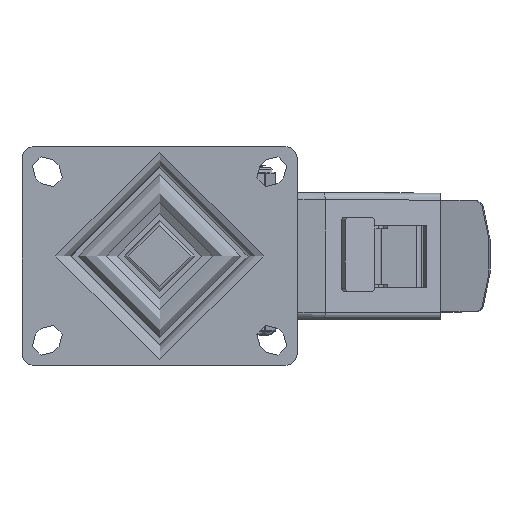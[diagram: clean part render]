
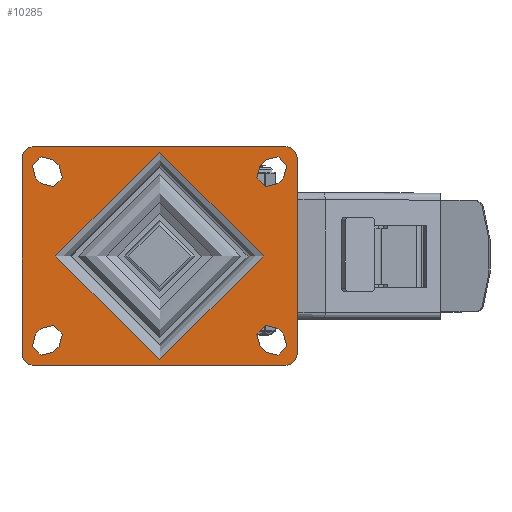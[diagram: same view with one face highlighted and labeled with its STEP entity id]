
A CAD part, top view. The second image highlights one B-rep face of the part: STEP entity #10285.
In plain terms, the highlighted planar face has unit normal (0, 0, 1).
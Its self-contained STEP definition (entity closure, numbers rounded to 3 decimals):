
#472=FACE_BOUND('',#3647,.T.);
#473=FACE_BOUND('',#3648,.T.);
#474=FACE_BOUND('',#3649,.T.);
#475=FACE_BOUND('',#3650,.T.);
#476=FACE_BOUND('',#3651,.T.);
#639=PLANE('',#11207);
#1323=LINE('',#17043,#2127);
#1327=LINE('',#17055,#2131);
#1331=LINE('',#17067,#2135);
#1335=LINE('',#17079,#2139);
#1339=LINE('',#17091,#2143);
#1343=LINE('',#17103,#2147);
#1347=LINE('',#17115,#2151);
#1351=LINE('',#17127,#2155);
#1367=LINE('',#17244,#2171);
#1369=LINE('',#17247,#2173);
#1371=LINE('',#17250,#2175);
#1372=LINE('',#17251,#2176);
#2127=VECTOR('',#12774,10.);
#2131=VECTOR('',#12786,10.);
#2135=VECTOR('',#12798,10.);
#2139=VECTOR('',#12810,10.);
#2143=VECTOR('',#12822,10.);
#2147=VECTOR('',#12834,10.);
#2151=VECTOR('',#12846,10.);
#2155=VECTOR('',#12858,10.);
#2171=VECTOR('',#13000,1000.);
#2173=VECTOR('',#13004,1000.);
#2175=VECTOR('',#13008,1000.);
#2176=VECTOR('',#13009,1000.);
#3020=FACE_OUTER_BOUND('',#3646,.T.);
#3646=EDGE_LOOP('',(#8039,#8040,#8041,#8042,#8043,#8044,#8045,#8046));
#3647=EDGE_LOOP('',(#8047,#8048,#8049,#8050));
#3648=EDGE_LOOP('',(#8051,#8052,#8053,#8054));
#3649=EDGE_LOOP('',(#8055,#8056,#8057,#8058));
#3650=EDGE_LOOP('',(#8059,#8060,#8061,#8062));
#3651=EDGE_LOOP('',(#8063));
#4185=CIRCLE('',#11117,4.5);
#4187=CIRCLE('',#11121,4.5);
#4189=CIRCLE('',#11125,4.5);
#4191=CIRCLE('',#11129,4.5);
#4193=CIRCLE('',#11133,4.5);
#4195=CIRCLE('',#11137,4.5);
#4197=CIRCLE('',#11141,4.5);
#4199=CIRCLE('',#11145,4.5);
#4205=CIRCLE('',#11153,37.);
#4214=CIRCLE('',#11167,4.);
#4216=CIRCLE('',#11170,4.);
#4218=CIRCLE('',#11173,4.);
#4220=CIRCLE('',#11176,4.);
#4852=VERTEX_POINT('',#17040);
#4853=VERTEX_POINT('',#17042);
#4855=VERTEX_POINT('',#17048);
#4857=VERTEX_POINT('',#17054);
#4860=VERTEX_POINT('',#17064);
#4861=VERTEX_POINT('',#17066);
#4863=VERTEX_POINT('',#17072);
#4865=VERTEX_POINT('',#17078);
#4868=VERTEX_POINT('',#17088);
#4869=VERTEX_POINT('',#17090);
#4871=VERTEX_POINT('',#17096);
#4873=VERTEX_POINT('',#17102);
#4876=VERTEX_POINT('',#17112);
#4877=VERTEX_POINT('',#17114);
#4879=VERTEX_POINT('',#17120);
#4881=VERTEX_POINT('',#17126);
#4885=VERTEX_POINT('',#17141);
#4892=VERTEX_POINT('',#17165);
#4893=VERTEX_POINT('',#17166);
#4896=VERTEX_POINT('',#17174);
#4897=VERTEX_POINT('',#17175);
#4900=VERTEX_POINT('',#17183);
#4901=VERTEX_POINT('',#17184);
#4904=VERTEX_POINT('',#17192);
#4905=VERTEX_POINT('',#17193);
#5956=EDGE_CURVE('',#4853,#4852,#1323,.T.);
#5959=EDGE_CURVE('',#4855,#4853,#4185,.T.);
#5962=EDGE_CURVE('',#4857,#4855,#1327,.T.);
#5965=EDGE_CURVE('',#4852,#4857,#4187,.T.);
#5968=EDGE_CURVE('',#4861,#4860,#1331,.T.);
#5971=EDGE_CURVE('',#4863,#4861,#4189,.T.);
#5974=EDGE_CURVE('',#4865,#4863,#1335,.T.);
#5977=EDGE_CURVE('',#4860,#4865,#4191,.T.);
#5980=EDGE_CURVE('',#4869,#4868,#1339,.T.);
#5983=EDGE_CURVE('',#4871,#4869,#4193,.T.);
#5986=EDGE_CURVE('',#4873,#4871,#1343,.T.);
#5989=EDGE_CURVE('',#4868,#4873,#4195,.T.);
#5992=EDGE_CURVE('',#4877,#4876,#1347,.T.);
#5995=EDGE_CURVE('',#4879,#4877,#4197,.T.);
#5998=EDGE_CURVE('',#4881,#4879,#1351,.T.);
#6001=EDGE_CURVE('',#4876,#4881,#4199,.T.);
#6007=EDGE_CURVE('',#4885,#4885,#4205,.T.);
#6018=EDGE_CURVE('',#4892,#4893,#4214,.T.);
#6022=EDGE_CURVE('',#4896,#4897,#4216,.T.);
#6026=EDGE_CURVE('',#4900,#4901,#4218,.T.);
#6030=EDGE_CURVE('',#4904,#4905,#4220,.T.);
#6053=EDGE_CURVE('',#4905,#4896,#1367,.T.);
#6055=EDGE_CURVE('',#4897,#4892,#1369,.T.);
#6057=EDGE_CURVE('',#4901,#4904,#1371,.T.);
#6058=EDGE_CURVE('',#4893,#4900,#1372,.T.);
#8039=ORIENTED_EDGE('',*,*,#6030,.F.);
#8040=ORIENTED_EDGE('',*,*,#6057,.F.);
#8041=ORIENTED_EDGE('',*,*,#6026,.F.);
#8042=ORIENTED_EDGE('',*,*,#6058,.F.);
#8043=ORIENTED_EDGE('',*,*,#6018,.F.);
#8044=ORIENTED_EDGE('',*,*,#6055,.F.);
#8045=ORIENTED_EDGE('',*,*,#6022,.F.);
#8046=ORIENTED_EDGE('',*,*,#6053,.F.);
#8047=ORIENTED_EDGE('',*,*,#5962,.T.);
#8048=ORIENTED_EDGE('',*,*,#5959,.T.);
#8049=ORIENTED_EDGE('',*,*,#5956,.T.);
#8050=ORIENTED_EDGE('',*,*,#5965,.T.);
#8051=ORIENTED_EDGE('',*,*,#5974,.T.);
#8052=ORIENTED_EDGE('',*,*,#5971,.T.);
#8053=ORIENTED_EDGE('',*,*,#5968,.T.);
#8054=ORIENTED_EDGE('',*,*,#5977,.T.);
#8055=ORIENTED_EDGE('',*,*,#5986,.T.);
#8056=ORIENTED_EDGE('',*,*,#5983,.T.);
#8057=ORIENTED_EDGE('',*,*,#5980,.T.);
#8058=ORIENTED_EDGE('',*,*,#5989,.T.);
#8059=ORIENTED_EDGE('',*,*,#5998,.T.);
#8060=ORIENTED_EDGE('',*,*,#5995,.T.);
#8061=ORIENTED_EDGE('',*,*,#5992,.T.);
#8062=ORIENTED_EDGE('',*,*,#6001,.T.);
#8063=ORIENTED_EDGE('',*,*,#6007,.F.);
#10285=ADVANCED_FACE('',(#3020,#472,#473,#474,#475,#476),#639,.T.);
#11117=AXIS2_PLACEMENT_3D('',#17049,#12780,#12781);
#11121=AXIS2_PLACEMENT_3D('',#17059,#12792,#12793);
#11125=AXIS2_PLACEMENT_3D('',#17073,#12804,#12805);
#11129=AXIS2_PLACEMENT_3D('',#17083,#12816,#12817);
#11133=AXIS2_PLACEMENT_3D('',#17097,#12828,#12829);
#11137=AXIS2_PLACEMENT_3D('',#17107,#12840,#12841);
#11141=AXIS2_PLACEMENT_3D('',#17121,#12852,#12853);
#11145=AXIS2_PLACEMENT_3D('',#17131,#12864,#12865);
#11153=AXIS2_PLACEMENT_3D('',#17143,#12880,#12881);
#11167=AXIS2_PLACEMENT_3D('',#17167,#12910,#12911);
#11170=AXIS2_PLACEMENT_3D('',#17176,#12918,#12919);
#11173=AXIS2_PLACEMENT_3D('',#17185,#12926,#12927);
#11176=AXIS2_PLACEMENT_3D('',#17194,#12934,#12935);
#11207=AXIS2_PLACEMENT_3D('',#17249,#13006,#13007);
#12774=DIRECTION('',(0.707,0.707,0.));
#12780=DIRECTION('center_axis',(0.,0.,-1.));
#12781=DIRECTION('ref_axis',(-0.707,0.707,0.));
#12786=DIRECTION('',(-0.707,-0.707,0.));
#12792=DIRECTION('center_axis',(0.,0.,-1.));
#12793=DIRECTION('ref_axis',(0.707,-0.707,0.));
#12798=DIRECTION('',(-0.707,0.707,0.));
#12804=DIRECTION('center_axis',(0.,0.,-1.));
#12805=DIRECTION('ref_axis',(-0.707,-0.707,0.));
#12810=DIRECTION('',(0.707,-0.707,0.));
#12816=DIRECTION('center_axis',(0.,0.,-1.));
#12817=DIRECTION('ref_axis',(0.707,0.707,0.));
#12822=DIRECTION('',(0.707,-0.707,0.));
#12828=DIRECTION('center_axis',(0.,0.,-1.));
#12829=DIRECTION('ref_axis',(0.707,0.707,0.));
#12834=DIRECTION('',(-0.707,0.707,0.));
#12840=DIRECTION('center_axis',(0.,0.,-1.));
#12841=DIRECTION('ref_axis',(-0.707,-0.707,0.));
#12846=DIRECTION('',(-0.707,-0.707,0.));
#12852=DIRECTION('center_axis',(0.,0.,-1.));
#12853=DIRECTION('ref_axis',(0.707,-0.707,0.));
#12858=DIRECTION('',(0.707,0.707,0.));
#12864=DIRECTION('center_axis',(0.,0.,-1.));
#12865=DIRECTION('ref_axis',(-0.707,0.707,0.));
#12880=DIRECTION('center_axis',(0.,0.,1.));
#12881=DIRECTION('ref_axis',(-1.,0.,0.));
#12910=DIRECTION('center_axis',(0.,0.,-1.));
#12911=DIRECTION('ref_axis',(-0.707,0.707,0.));
#12918=DIRECTION('center_axis',(0.,0.,-1.));
#12919=DIRECTION('ref_axis',(-0.707,-0.707,0.));
#12926=DIRECTION('center_axis',(0.,0.,-1.));
#12927=DIRECTION('ref_axis',(0.707,0.707,0.));
#12934=DIRECTION('center_axis',(0.,0.,-1.));
#12935=DIRECTION('ref_axis',(0.707,-0.707,0.));
#13000=DIRECTION('',(-1.,0.,0.));
#13004=DIRECTION('',(0.,1.,0.));
#13006=DIRECTION('center_axis',(0.,0.,1.));
#13007=DIRECTION('ref_axis',(1.,0.,0.));
#13008=DIRECTION('',(0.,-1.,0.));
#13009=DIRECTION('',(1.,0.,0.));
#17040=CARTESIAN_POINT('',(37.818,34.182,0.));
#17042=CARTESIAN_POINT('',(35.818,32.182,0.));
#17043=CARTESIAN_POINT('',(18.818,15.182,0.));
#17048=CARTESIAN_POINT('',(42.182,25.818,0.));
#17049=CARTESIAN_POINT('Origin',(39.,29.,0.));
#17054=CARTESIAN_POINT('',(44.182,27.818,0.));
#17055=CARTESIAN_POINT('',(26.182,9.818,0.));
#17059=CARTESIAN_POINT('Origin',(41.,31.,0.));
#17064=CARTESIAN_POINT('',(35.818,-32.182,0.));
#17066=CARTESIAN_POINT('',(37.818,-34.182,0.));
#17067=CARTESIAN_POINT('',(19.818,-16.182,0.));
#17072=CARTESIAN_POINT('',(44.182,-27.818,0.));
#17073=CARTESIAN_POINT('Origin',(41.,-31.,0.));
#17078=CARTESIAN_POINT('',(42.182,-25.818,0.));
#17079=CARTESIAN_POINT('',(25.182,-8.818,0.));
#17083=CARTESIAN_POINT('Origin',(39.,-29.,0.));
#17088=CARTESIAN_POINT('',(-35.818,32.182,0.));
#17090=CARTESIAN_POINT('',(-37.818,34.182,0.));
#17091=CARTESIAN_POINT('',(-19.818,16.182,0.));
#17096=CARTESIAN_POINT('',(-44.182,27.818,0.));
#17097=CARTESIAN_POINT('Origin',(-41.,31.,0.));
#17102=CARTESIAN_POINT('',(-42.182,25.818,0.));
#17103=CARTESIAN_POINT('',(-25.182,8.818,0.));
#17107=CARTESIAN_POINT('Origin',(-39.,29.,0.));
#17112=CARTESIAN_POINT('',(-37.818,-34.182,0.));
#17114=CARTESIAN_POINT('',(-35.818,-32.182,0.));
#17115=CARTESIAN_POINT('',(-18.818,-15.182,0.));
#17120=CARTESIAN_POINT('',(-42.182,-25.818,0.));
#17121=CARTESIAN_POINT('Origin',(-39.,-29.,0.));
#17126=CARTESIAN_POINT('',(-44.182,-27.818,0.));
#17127=CARTESIAN_POINT('',(-26.182,-9.818,0.));
#17131=CARTESIAN_POINT('Origin',(-41.,-31.,0.));
#17141=CARTESIAN_POINT('',(-37.,0.,0.));
#17143=CARTESIAN_POINT('Origin',(0.,0.,0.));
#17165=CARTESIAN_POINT('',(-49.,35.,0.));
#17166=CARTESIAN_POINT('',(-45.,39.,0.));
#17167=CARTESIAN_POINT('Origin',(-45.,35.,0.));
#17174=CARTESIAN_POINT('',(-45.,-39.,0.));
#17175=CARTESIAN_POINT('',(-49.,-35.,0.));
#17176=CARTESIAN_POINT('Origin',(-45.,-35.,0.));
#17183=CARTESIAN_POINT('',(45.,39.,0.));
#17184=CARTESIAN_POINT('',(49.,35.,0.));
#17185=CARTESIAN_POINT('Origin',(45.,35.,0.));
#17192=CARTESIAN_POINT('',(49.,-35.,0.));
#17193=CARTESIAN_POINT('',(45.,-39.,0.));
#17194=CARTESIAN_POINT('Origin',(45.,-35.,0.));
#17244=CARTESIAN_POINT('',(49.,-39.,0.));
#17247=CARTESIAN_POINT('',(-49.,-39.,0.));
#17249=CARTESIAN_POINT('Origin',(0.,0.,0.));
#17250=CARTESIAN_POINT('',(49.,39.,0.));
#17251=CARTESIAN_POINT('',(-49.,39.,0.));
